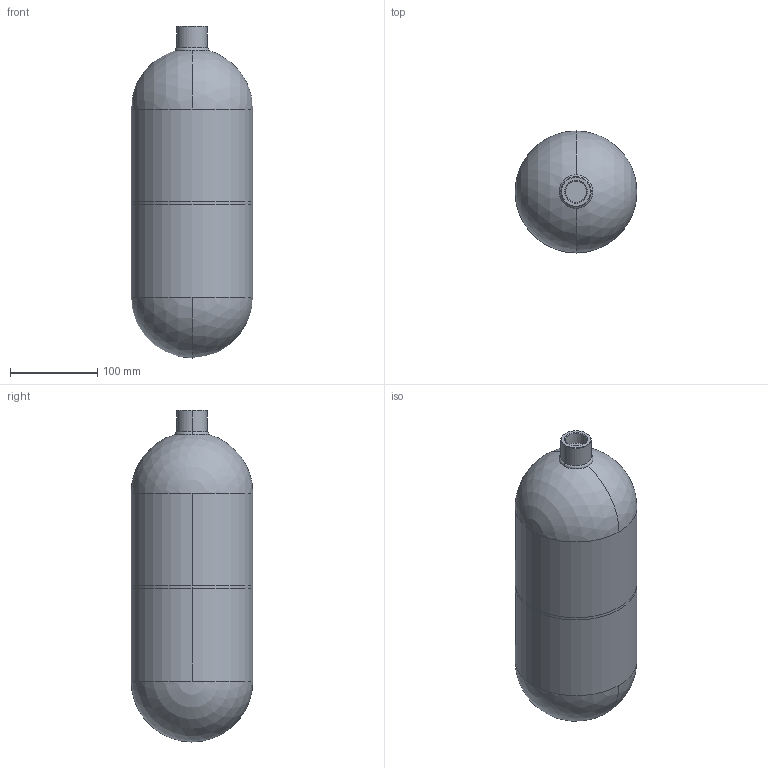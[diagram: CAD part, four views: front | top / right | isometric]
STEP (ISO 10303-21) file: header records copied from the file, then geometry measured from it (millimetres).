
FILE_DESCRIPTION (( 'STEP AP214' ), '1' );
FILE_NAME ('0000001174.STEP', '2024-06-05T12:10:47', ( '' ), ( '' ), 'SwSTEP 2.0', 'SolidWorks 2019', '' );
FILE_SCHEMA (( 'AUTOMOTIVE_DESIGN' ));
Length unit declared in the file: inch
Products named in the file (1): 0000001174
Bounding box: 139.7 x 139.7 x 381 mm (x, y, z)
Volume: 4755912.8 mm3; surface area: 160007.5 mm2
Topology: 1 solids, 1 shells, 22 faces, 52 edges, 29 vertices
Faces by surface type: cylinder 8, cone 6, sphere 4, torus 2, plane 2
Entity records: 680 total; most frequent: DIRECTION 128, CARTESIAN_POINT 100, ORIENTED_EDGE 96, AXIS2_PLACEMENT_3D 57, EDGE_CURVE 48, CIRCLE 34, VERTEX_POINT 29, EDGE_LOOP 23
